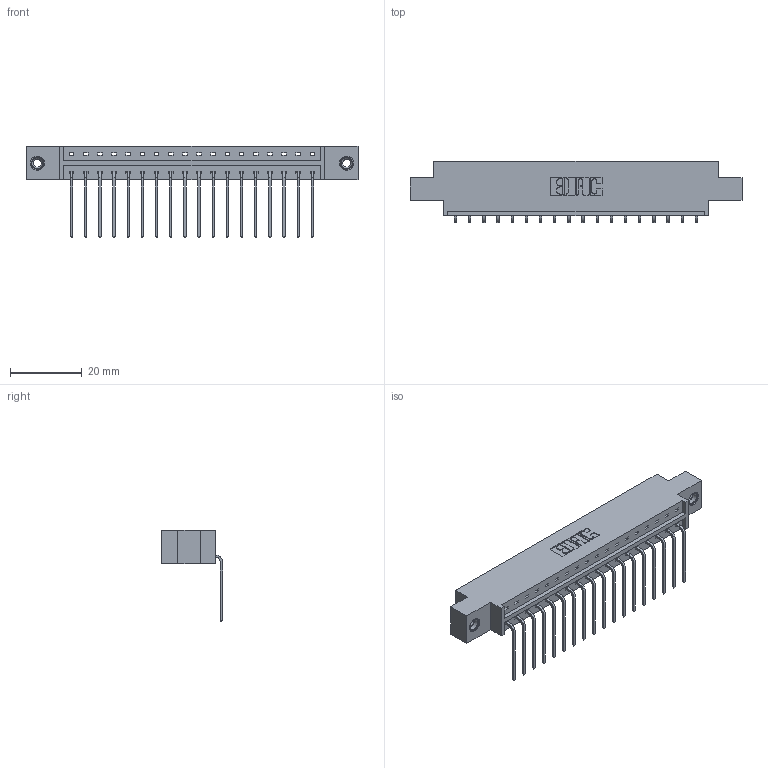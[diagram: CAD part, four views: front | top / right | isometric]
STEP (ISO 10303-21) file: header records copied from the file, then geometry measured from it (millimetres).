
FILE_DESCRIPTION (( 'STEP AP203' ), '1' );
FILE_NAME ('333-018-559-608.STEP', '2019-08-09T14:24:51', ( '' ), ( '' ), 'SwSTEP 2.0', 'SolidWorks 2016', '' );
FILE_SCHEMA (( 'CONFIG_CONTROL_DESIGN' ));
Length unit declared in the file: inch
Products named in the file (4): 333-018-559-608; 333 Part_Offset - .156 Dia - TI; 345-292-001_558 559 Tail - 1; 345-250-001_345-250-003-102
Assembly tree (21 placements, depth 2):
  333-018-559-608
    333 Part_Offset - .156 Dia - TI
    345-292-001_558 559 Tail - 1  x18
    345-250-001_345-250-003-102  x2
Bounding box: 92.86 x 17.09 x 25.53 mm (x, y, z)
Volume: 8963.8 mm3; surface area: 10133.2 mm2
Topology: 21 solids, 21 shells, 1258 faces, 3735 edges, 2458 vertices
Faces by surface type: plane 898, cylinder 344, cone 12, torus 4
Entity records: 15510 total; most frequent: CARTESIAN_POINT 2663, ORIENTED_EDGE 2610, DIRECTION 2327, EDGE_CURVE 1305, VECTOR 1157, LINE 1157, VERTEX_POINT 864, AXIS2_PLACEMENT_3D 585
